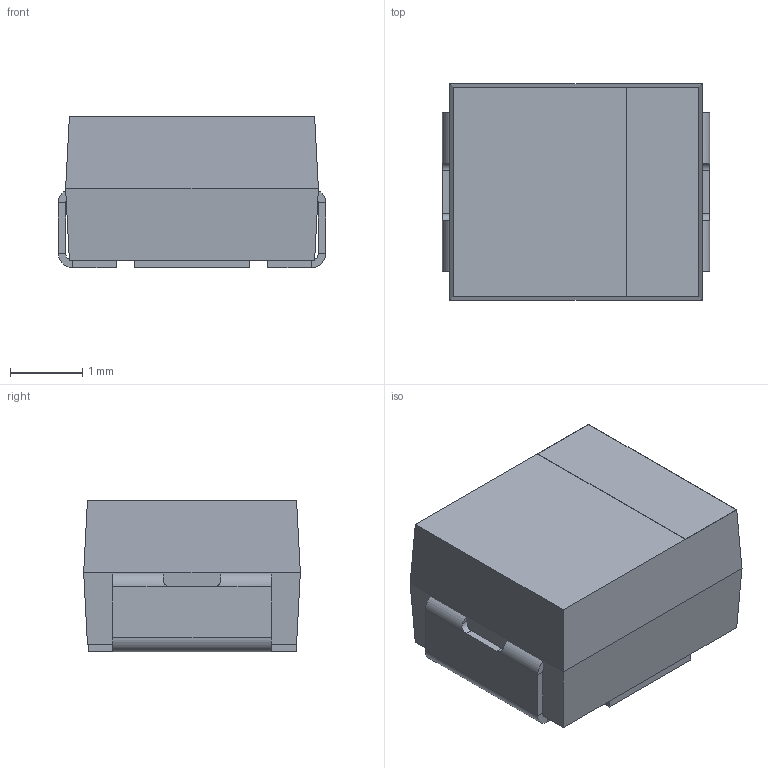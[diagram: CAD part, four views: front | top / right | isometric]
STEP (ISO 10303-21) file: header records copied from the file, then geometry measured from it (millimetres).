
FILE_DESCRIPTION(/* description */ (''),/* implementation_level */ '2;1');
FILE_NAME(/* name */ 'T55_B-case.stp',/* time_stamp */ '2017-04-03T14:41:12+03:00',/* author */ ('vnedbalsky'),/* organization */ (''),/* preprocessor_version */ 'ST-DEVELOPER v16.5',/* originating_system */ 'Autodesk Inventor 2017',/* authorisation */ '');
FILE_SCHEMA (('AUTOMOTIVE_DESIGN { 1 0 10303 214 3 1 1 }'));
Length unit declared in the file: millimetre
Products named in the file (3): Assembly B-case-2; Base-2; Terminal
Assembly tree (2 placements, depth 2):
  Assembly B-case-2
    Base-2
    Terminal
Bounding box: 3.7 x 3 x 2.1 mm (x, y, z)
Volume: 22.2 mm3; surface area: 77.1 mm2
Topology: 2 solids, 2 shells, 86 faces, 207 edges, 120 vertices
Faces by surface type: plane 63, cylinder 23
Full cylindrical faces by diameter (mm): 1.186 x1
Entity records: 2614 total; most frequent: CARTESIAN_POINT 521, ORIENTED_EDGE 412, DIRECTION 410, EDGE_CURVE 206, LINE 160, VECTOR 160, AXIS2_PLACEMENT_3D 125, VERTEX_POINT 120
